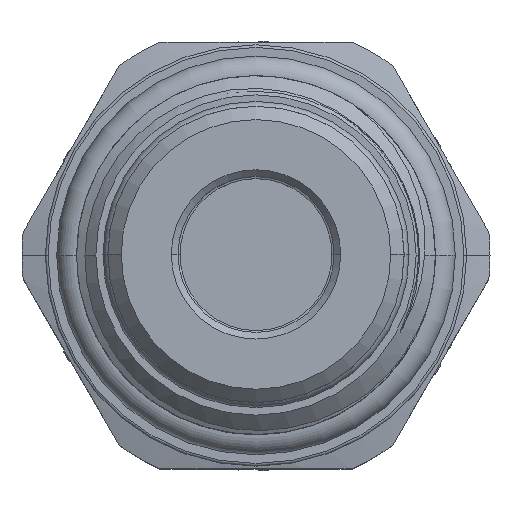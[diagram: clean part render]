
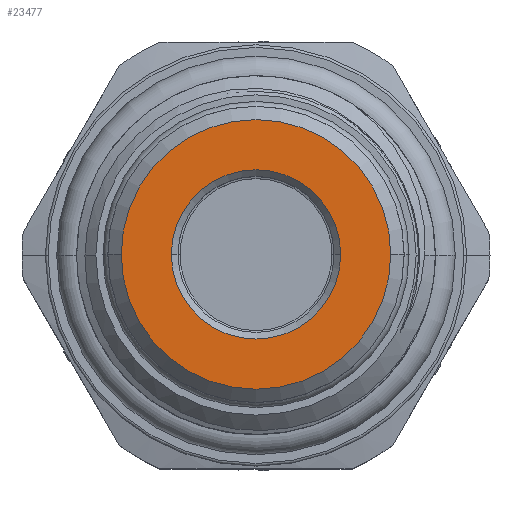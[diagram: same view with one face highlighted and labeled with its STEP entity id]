
A CAD part, top view. The second image highlights one B-rep face of the part: STEP entity #23477.
In plain terms, the highlighted planar face has unit normal (0, 0, 1).
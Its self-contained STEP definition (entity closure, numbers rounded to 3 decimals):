
#1983 = CARTESIAN_POINT ( 'NONE',  ( 6.35, 0., 0. ) ) ;
#4615 = AXIS2_PLACEMENT_3D ( 'NONE', #53493, #12660, #8297 ) ;
#4939 = CARTESIAN_POINT ( 'NONE',  ( -10.11, 0., 0. ) ) ;
#5768 = EDGE_LOOP ( 'NONE', ( #16526, #30757 ) ) ;
#5988 = VERTEX_POINT ( 'NONE', #4939 ) ;
#7223 = AXIS2_PLACEMENT_3D ( 'NONE', #30937, #45118, #26760 ) ;
#8297 = DIRECTION ( 'NONE',  ( 1., 0., 0. ) ) ;
#11734 = EDGE_LOOP ( 'NONE', ( #48933, #19597 ) ) ;
#12660 = DIRECTION ( 'NONE',  ( 0., 0., 1. ) ) ;
#12957 = EDGE_CURVE ( 'NONE', #28684, #53836, #23436, .T. ) ;
#13420 = AXIS2_PLACEMENT_3D ( 'NONE', #23683, #42682, #51408 ) ;
#15504 = EDGE_CURVE ( 'NONE', #5988, #39313, #35082, .T. ) ;
#16526 = ORIENTED_EDGE ( 'NONE', *, *, #15504, .T. ) ;
#16772 = DIRECTION ( 'NONE',  ( 1., 0., 0. ) ) ;
#16851 = AXIS2_PLACEMENT_3D ( 'NONE', #55472, #20203, #23788 ) ;
#17096 = CARTESIAN_POINT ( 'NONE',  ( -6.35, 0., 0. ) ) ;
#19597 = ORIENTED_EDGE ( 'NONE', *, *, #22679, .F. ) ;
#20203 = DIRECTION ( 'NONE',  ( 0., 0., 1. ) ) ;
#22370 = CARTESIAN_POINT ( 'NONE',  ( 10.11, 0., 0. ) ) ;
#22679 = EDGE_CURVE ( 'NONE', #53836, #28684, #58144, .T. ) ;
#23436 = CIRCLE ( 'NONE', #16851, 6.35 ) ;
#23477 = ADVANCED_FACE ( 'NONE', ( #30496, #39701 ), #30279, .T. ) ;
#23683 = CARTESIAN_POINT ( 'NONE',  ( 0., 0., 0. ) ) ;
#23788 = DIRECTION ( 'NONE',  ( 1., 0., 0. ) ) ;
#26760 = DIRECTION ( 'NONE',  ( 1., 0., 0. ) ) ;
#28684 = VERTEX_POINT ( 'NONE', #1983 ) ;
#30279 = PLANE ( 'NONE',  #48642 ) ;
#30496 = FACE_OUTER_BOUND ( 'NONE', #5768, .T. ) ;
#30757 = ORIENTED_EDGE ( 'NONE', *, *, #41083, .T. ) ;
#30937 = CARTESIAN_POINT ( 'NONE',  ( 0., 0., 0. ) ) ;
#34576 = CIRCLE ( 'NONE', #4615, 10.11 ) ;
#35082 = CIRCLE ( 'NONE', #13420, 10.11 ) ;
#39313 = VERTEX_POINT ( 'NONE', #22370 ) ;
#39701 = FACE_BOUND ( 'NONE', #11734, .T. ) ;
#41083 = EDGE_CURVE ( 'NONE', #39313, #5988, #34576, .T. ) ;
#42682 = DIRECTION ( 'NONE',  ( 0., 0., 1. ) ) ;
#43897 = DIRECTION ( 'NONE',  ( 0., 0., 1. ) ) ;
#45118 = DIRECTION ( 'NONE',  ( 0., 0., 1. ) ) ;
#48642 = AXIS2_PLACEMENT_3D ( 'NONE', #57977, #43897, #16772 ) ;
#48933 = ORIENTED_EDGE ( 'NONE', *, *, #12957, .F. ) ;
#51408 = DIRECTION ( 'NONE',  ( 1., 0., 0. ) ) ;
#53493 = CARTESIAN_POINT ( 'NONE',  ( 0., 0., 0. ) ) ;
#53836 = VERTEX_POINT ( 'NONE', #17096 ) ;
#55472 = CARTESIAN_POINT ( 'NONE',  ( 0., 0., 0. ) ) ;
#57977 = CARTESIAN_POINT ( 'NONE',  ( 0., 0., 0. ) ) ;
#58144 = CIRCLE ( 'NONE', #7223, 6.35 ) ;
